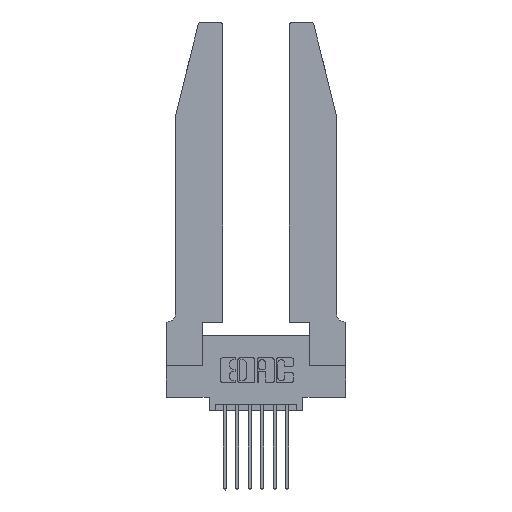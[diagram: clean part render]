
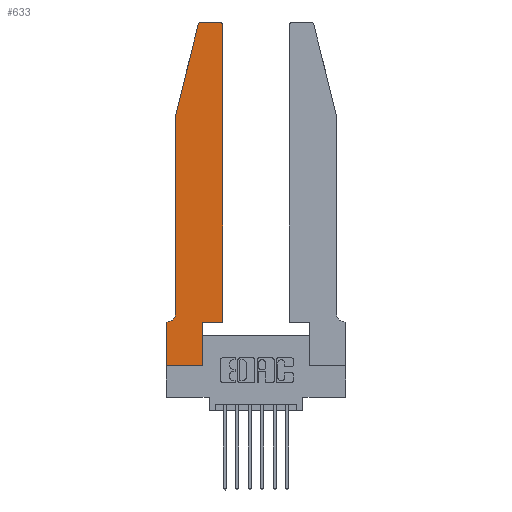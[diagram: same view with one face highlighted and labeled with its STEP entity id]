
A CAD part, top view. The second image highlights one B-rep face of the part: STEP entity #633.
In plain terms, the highlighted planar face has unit normal (0, 0, 1).
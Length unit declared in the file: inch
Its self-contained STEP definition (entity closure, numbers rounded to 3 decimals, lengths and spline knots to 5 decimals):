
#69 = CARTESIAN_POINT ( 'NONE',  ( 0.0055, 0.42, 0.37 ) ) ;
#149 = CARTESIAN_POINT ( 'NONE',  ( 0.25487, 2.72718, 0.37 ) ) ;
#237 = LINE ( 'NONE', #9730, #10330 ) ;
#633 = ADVANCED_FACE ( 'NONE', ( #2583 ), #13444, .T. ) ;
#702 = CARTESIAN_POINT ( 'NONE',  ( 0.284, 2.75, 0.37 ) ) ;
#839 = CARTESIAN_POINT ( 'NONE',  ( 0.4505, 0.35, 0.37 ) ) ;
#884 = DIRECTION ( 'NONE',  ( 0., 1., 0. ) ) ;
#1092 = VERTEX_POINT ( 'NONE', #14397 ) ;
#1390 = LINE ( 'NONE', #10306, #7337 ) ;
#1440 = EDGE_CURVE ( 'NONE', #11845, #4898, #2895, .T. ) ;
#1505 = ORIENTED_EDGE ( 'NONE', *, *, #10489, .T. ) ;
#1706 = EDGE_CURVE ( 'NONE', #14382, #1735, #10545, .T. ) ;
#1709 = LINE ( 'NONE', #3274, #13224 ) ;
#1723 = CARTESIAN_POINT ( 'NONE',  ( 0., 0., 0.37 ) ) ;
#1735 = VERTEX_POINT ( 'NONE', #7835 ) ;
#2309 = CARTESIAN_POINT ( 'NONE',  ( 0.4505, 0.35, 0.37 ) ) ;
#2345 = CARTESIAN_POINT ( 'NONE',  ( 0.2865, 0.35, 0.37 ) ) ;
#2376 = DIRECTION ( 'NONE',  ( 1., 0., 0. ) ) ;
#2495 = ORIENTED_EDGE ( 'NONE', *, *, #9798, .T. ) ;
#2526 = VERTEX_POINT ( 'NONE', #2531 ) ;
#2531 = CARTESIAN_POINT ( 'NONE',  ( 0., 0.35, 0.37 ) ) ;
#2583 = FACE_OUTER_BOUND ( 'NONE', #2978, .T. ) ;
#2593 = VERTEX_POINT ( 'NONE', #149 ) ;
#2895 = LINE ( 'NONE', #9431, #12490 ) ;
#2978 = EDGE_LOOP ( 'NONE', ( #12371, #11290, #11719, #6277, #12055, #12529, #11117, #10298, #4286, #2495, #9922, #1505 ) ) ;
#3228 = DIRECTION ( 'NONE',  ( -0.239, -0.971, 0. ) ) ;
#3274 = CARTESIAN_POINT ( 'NONE',  ( 0.0755, 2., 0.37 ) ) ;
#4006 = VECTOR ( 'NONE', #884, 39.37008 ) ;
#4046 = VERTEX_POINT ( 'NONE', #10635 ) ;
#4202 = VECTOR ( 'NONE', #12835, 39.37008 ) ;
#4267 = CARTESIAN_POINT ( 'NONE',  ( 0.4505, 0.35, 0.37 ) ) ;
#4286 = ORIENTED_EDGE ( 'NONE', *, *, #14207, .T. ) ;
#4586 = EDGE_CURVE ( 'NONE', #4898, #2593, #12517, .T. ) ;
#4632 = LINE ( 'NONE', #2345, #11099 ) ;
#4898 = VERTEX_POINT ( 'NONE', #702 ) ;
#4973 = EDGE_CURVE ( 'NONE', #2526, #9557, #237, .T. ) ;
#5008 = CARTESIAN_POINT ( 'NONE',  ( 0., 0., 0.37 ) ) ;
#5013 = CARTESIAN_POINT ( 'NONE',  ( 0.0755, 2., 0.37 ) ) ;
#5068 = DIRECTION ( 'NONE',  ( 0., 0., 1. ) ) ;
#5735 = CARTESIAN_POINT ( 'NONE',  ( 0.4505, 2.72, 0.37 ) ) ;
#5901 = EDGE_CURVE ( 'NONE', #4046, #14382, #7190, .T. ) ;
#6165 = DIRECTION ( 'NONE',  ( -1., 0., 0. ) ) ;
#6167 = DIRECTION ( 'NONE',  ( -1., 0., 0. ) ) ;
#6206 = DIRECTION ( 'NONE',  ( 1., 0., 0. ) ) ;
#6277 = ORIENTED_EDGE ( 'NONE', *, *, #5901, .T. ) ;
#6355 = EDGE_CURVE ( 'NONE', #8516, #13922, #6995, .T. ) ;
#6595 = DIRECTION ( 'NONE',  ( 1., 0., 0. ) ) ;
#6707 = VERTEX_POINT ( 'NONE', #6806 ) ;
#6775 = DIRECTION ( 'NONE',  ( 0., 1., 0. ) ) ;
#6806 = CARTESIAN_POINT ( 'NONE',  ( 0.2865, 0.35, 0.37 ) ) ;
#6995 = LINE ( 'NONE', #4267, #4006 ) ;
#7025 = EDGE_CURVE ( 'NONE', #1735, #2526, #1390, .T. ) ;
#7190 = LINE ( 'NONE', #5013, #4202 ) ;
#7337 = VECTOR ( 'NONE', #6165, 39.37008 ) ;
#7777 = VECTOR ( 'NONE', #9166, 39.37008 ) ;
#7835 = CARTESIAN_POINT ( 'NONE',  ( 0.0055, 0.35, 0.37 ) ) ;
#7888 = DIRECTION ( 'NONE',  ( 0., 0., 1. ) ) ;
#8090 = EDGE_CURVE ( 'NONE', #2593, #4046, #1709, .T. ) ;
#8516 = VERTEX_POINT ( 'NONE', #2309 ) ;
#8617 = EDGE_CURVE ( 'NONE', #9557, #1092, #10395, .T. ) ;
#8620 = CARTESIAN_POINT ( 'NONE',  ( 0.4205, 2.75, 0.37 ) ) ;
#8999 = CIRCLE ( 'NONE', #12665, 0.03 ) ;
#9166 = DIRECTION ( 'NONE',  ( 1., 0., 0. ) ) ;
#9431 = CARTESIAN_POINT ( 'NONE',  ( 0.2605, 2.75, 0.37 ) ) ;
#9557 = VERTEX_POINT ( 'NONE', #5008 ) ;
#9730 = CARTESIAN_POINT ( 'NONE',  ( 0., 0., 0.37 ) ) ;
#9798 = EDGE_CURVE ( 'NONE', #6707, #8516, #10190, .T. ) ;
#9859 = DIRECTION ( 'NONE',  ( 0., 0., -1. ) ) ;
#9922 = ORIENTED_EDGE ( 'NONE', *, *, #6355, .T. ) ;
#10048 = AXIS2_PLACEMENT_3D ( 'NONE', #12326, #11105, #2376 ) ;
#10054 = VECTOR ( 'NONE', #6206, 39.37008 ) ;
#10190 = LINE ( 'NONE', #839, #7777 ) ;
#10298 = ORIENTED_EDGE ( 'NONE', *, *, #8617, .T. ) ;
#10306 = CARTESIAN_POINT ( 'NONE',  ( 0.0755, 0.35, 0.37 ) ) ;
#10330 = VECTOR ( 'NONE', #11902, 39.37008 ) ;
#10395 = LINE ( 'NONE', #1723, #10054 ) ;
#10489 = EDGE_CURVE ( 'NONE', #13922, #11845, #8999, .T. ) ;
#10545 = CIRCLE ( 'NONE', #13910, 0.07 ) ;
#10635 = CARTESIAN_POINT ( 'NONE',  ( 0.0755, 2., 0.37 ) ) ;
#10670 = CARTESIAN_POINT ( 'NONE',  ( 0.0755, 0.42, 0.37 ) ) ;
#11099 = VECTOR ( 'NONE', #6775, 39.37008 ) ;
#11105 = DIRECTION ( 'NONE',  ( 0., 0., 1. ) ) ;
#11117 = ORIENTED_EDGE ( 'NONE', *, *, #4973, .T. ) ;
#11290 = ORIENTED_EDGE ( 'NONE', *, *, #4586, .T. ) ;
#11666 = CARTESIAN_POINT ( 'NONE',  ( 0.284, 2.72, 0.37 ) ) ;
#11719 = ORIENTED_EDGE ( 'NONE', *, *, #8090, .T. ) ;
#11775 = AXIS2_PLACEMENT_3D ( 'NONE', #11666, #5068, #13978 ) ;
#11845 = VERTEX_POINT ( 'NONE', #8620 ) ;
#11902 = DIRECTION ( 'NONE',  ( 0., -1., 0. ) ) ;
#12055 = ORIENTED_EDGE ( 'NONE', *, *, #1706, .T. ) ;
#12165 = CARTESIAN_POINT ( 'NONE',  ( 0.4205, 2.72, 0.37 ) ) ;
#12326 = CARTESIAN_POINT ( 'NONE',  ( 0., 0.35, 0.37 ) ) ;
#12371 = ORIENTED_EDGE ( 'NONE', *, *, #1440, .T. ) ;
#12490 = VECTOR ( 'NONE', #6167, 39.37008 ) ;
#12517 = CIRCLE ( 'NONE', #11775, 0.03 ) ;
#12529 = ORIENTED_EDGE ( 'NONE', *, *, #7025, .T. ) ;
#12665 = AXIS2_PLACEMENT_3D ( 'NONE', #12165, #7888, #6595 ) ;
#12835 = DIRECTION ( 'NONE',  ( 0., -1., 0. ) ) ;
#13224 = VECTOR ( 'NONE', #3228, 39.37008 ) ;
#13444 = PLANE ( 'NONE',  #10048 ) ;
#13910 = AXIS2_PLACEMENT_3D ( 'NONE', #69, #9859, #14423 ) ;
#13922 = VERTEX_POINT ( 'NONE', #5735 ) ;
#13978 = DIRECTION ( 'NONE',  ( 1., 0., 0. ) ) ;
#14207 = EDGE_CURVE ( 'NONE', #1092, #6707, #4632, .T. ) ;
#14382 = VERTEX_POINT ( 'NONE', #10670 ) ;
#14397 = CARTESIAN_POINT ( 'NONE',  ( 0.2865, 0., 0.37 ) ) ;
#14423 = DIRECTION ( 'NONE',  ( -1., 0., 0. ) ) ;
